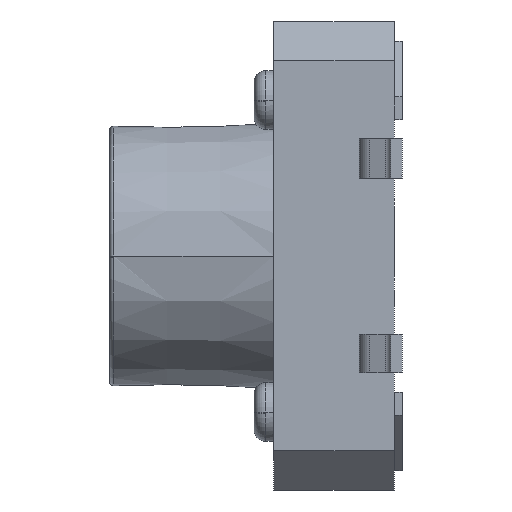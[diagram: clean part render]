
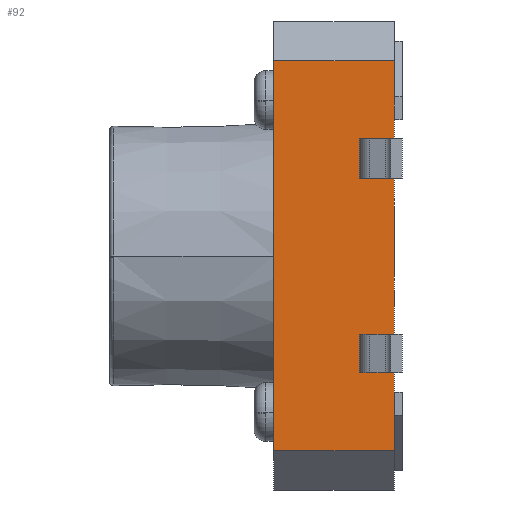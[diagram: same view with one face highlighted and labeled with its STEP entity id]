
A CAD part, left-side view. The second image highlights one B-rep face of the part: STEP entity #92.
In plain terms, the highlighted planar face has unit normal (-1, 0, 0).
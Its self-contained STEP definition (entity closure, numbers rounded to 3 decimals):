
#92=ADVANCED_FACE('',(#732,#733,#734),#735,.T.);
#732=FACE_OUTER_BOUND('',#1909,.T.);
#733=FACE_BOUND('',#1910,.T.);
#734=FACE_BOUND('',#1911,.T.);
#735=PLANE('',#1912);
#1909=EDGE_LOOP('',(#3734,#3735,#3736,#3737));
#1910=EDGE_LOOP('',(#3738,#3739,#3740,#3741));
#1911=EDGE_LOOP('',(#3742,#3743,#3744,#3745));
#1912=AXIS2_PLACEMENT_3D('',#3746,#3747,#3748);
#3734=ORIENTED_EDGE('',*,*,#8417,.F.);
#3735=ORIENTED_EDGE('',*,*,#8406,.F.);
#3736=ORIENTED_EDGE('',*,*,#8402,.F.);
#3737=ORIENTED_EDGE('',*,*,#7926,.T.);
#3738=ORIENTED_EDGE('',*,*,#8418,.T.);
#3739=ORIENTED_EDGE('',*,*,#8419,.F.);
#3740=ORIENTED_EDGE('',*,*,#8420,.F.);
#3741=ORIENTED_EDGE('',*,*,#8421,.T.);
#3742=ORIENTED_EDGE('',*,*,#8422,.T.);
#3743=ORIENTED_EDGE('',*,*,#8423,.T.);
#3744=ORIENTED_EDGE('',*,*,#8424,.F.);
#3745=ORIENTED_EDGE('',*,*,#8425,.F.);
#3746=CARTESIAN_POINT('',(-6.0,3.3,-6.0));
#3747=DIRECTION('',(-1.0,0.0,0.0));
#3748=DIRECTION('',(0.0,0.0,1.0));
#7926=EDGE_CURVE('',#9575,#9573,#9576,.T.);
#8402=EDGE_CURVE('',#9575,#10504,#10505,.T.);
#8406=EDGE_CURVE('',#10504,#10511,#10512,.T.);
#8417=EDGE_CURVE('',#10511,#9573,#10529,.T.);
#8418=EDGE_CURVE('',#10530,#10531,#10532,.T.);
#8419=EDGE_CURVE('',#10533,#10531,#10534,.T.);
#8420=EDGE_CURVE('',#10535,#10533,#10536,.T.);
#8421=EDGE_CURVE('',#10535,#10530,#10537,.T.);
#8422=EDGE_CURVE('',#10538,#10539,#10540,.T.);
#8423=EDGE_CURVE('',#10539,#10541,#10542,.T.);
#8424=EDGE_CURVE('',#10543,#10541,#10544,.T.);
#8425=EDGE_CURVE('',#10538,#10543,#10545,.T.);
#9573=VERTEX_POINT('',#12235);
#9575=VERTEX_POINT('',#12238);
#9576=LINE('',#12239,#12240);
#10504=VERTEX_POINT('',#13639);
#10505=LINE('',#13640,#13641);
#10511=VERTEX_POINT('',#13650);
#10512=LINE('',#13651,#13652);
#10529=LINE('',#13679,#13680);
#10530=VERTEX_POINT('',#13681);
#10531=VERTEX_POINT('',#13682);
#10532=LINE('',#13683,#13684);
#10533=VERTEX_POINT('',#13685);
#10534=LINE('',#13686,#13687);
#10535=VERTEX_POINT('',#13688);
#10536=LINE('',#13689,#13690);
#10537=LINE('',#13691,#13692);
#10538=VERTEX_POINT('',#13693);
#10539=VERTEX_POINT('',#13694);
#10540=LINE('',#13695,#13696);
#10541=VERTEX_POINT('',#13697);
#10542=LINE('',#13698,#13699);
#10543=VERTEX_POINT('',#13700);
#10544=LINE('',#13701,#13702);
#10545=LINE('',#13703,#13704);
#12235=CARTESIAN_POINT('',(-6.0,0.2,5.0));
#12238=CARTESIAN_POINT('',(-6.0,0.2,-5.0));
#12239=CARTESIAN_POINT('',(-6.0,0.2,-5.0));
#12240=VECTOR('',#16376,10.0);
#13639=CARTESIAN_POINT('',(-6.0,3.3,-5.0));
#13640=CARTESIAN_POINT('',(-6.0,0.2,-5.0));
#13641=VECTOR('',#16860,3.1);
#13650=CARTESIAN_POINT('',(-6.0,3.3,5.0));
#13651=CARTESIAN_POINT('',(-6.0,3.3,-5.0));
#13652=VECTOR('',#16864,10.0);
#13679=CARTESIAN_POINT('',(-6.0,3.3,5.0));
#13680=VECTOR('',#16875,3.1);
#13681=CARTESIAN_POINT('',(-6.0,1.1,2.0));
#13682=CARTESIAN_POINT('',(-6.0,1.1,3.0));
#13683=CARTESIAN_POINT('',(-6.0,1.1,2.0));
#13684=VECTOR('',#16876,1.0);
#13685=CARTESIAN_POINT('',(-6.0,0.8,3.0));
#13686=CARTESIAN_POINT('',(-6.0,0.8,3.0));
#13687=VECTOR('',#16877,0.3);
#13688=CARTESIAN_POINT('',(-6.0,0.8,2.0));
#13689=CARTESIAN_POINT('',(-6.0,0.8,2.0));
#13690=VECTOR('',#16878,1.0);
#13691=CARTESIAN_POINT('',(-6.0,0.8,2.0));
#13692=VECTOR('',#16879,0.3);
#13693=CARTESIAN_POINT('',(-6.0,0.8,-2.0));
#13694=CARTESIAN_POINT('',(-6.0,0.8,-3.0));
#13695=CARTESIAN_POINT('',(-6.0,0.8,-2.0));
#13696=VECTOR('',#16880,1.0);
#13697=CARTESIAN_POINT('',(-6.0,1.1,-3.0));
#13698=CARTESIAN_POINT('',(-6.0,0.8,-3.0));
#13699=VECTOR('',#16881,0.3);
#13700=CARTESIAN_POINT('',(-6.0,1.1,-2.0));
#13701=CARTESIAN_POINT('',(-6.0,1.1,-2.0));
#13702=VECTOR('',#16882,1.0);
#13703=CARTESIAN_POINT('',(-6.0,0.8,-2.0));
#13704=VECTOR('',#16883,0.3);
#16376=DIRECTION('',(0.0,0.0,1.0));
#16860=DIRECTION('',(0.0,1.0,0.0));
#16864=DIRECTION('',(0.0,0.0,1.0));
#16875=DIRECTION('',(0.0,-1.0,0.0));
#16876=DIRECTION('',(0.0,0.0,1.0));
#16877=DIRECTION('',(0.0,1.0,0.0));
#16878=DIRECTION('',(0.0,0.0,1.0));
#16879=DIRECTION('',(0.0,1.0,0.0));
#16880=DIRECTION('',(0.0,0.0,-1.0));
#16881=DIRECTION('',(0.0,1.0,0.0));
#16882=DIRECTION('',(0.0,0.0,-1.0));
#16883=DIRECTION('',(0.0,1.0,0.0));
